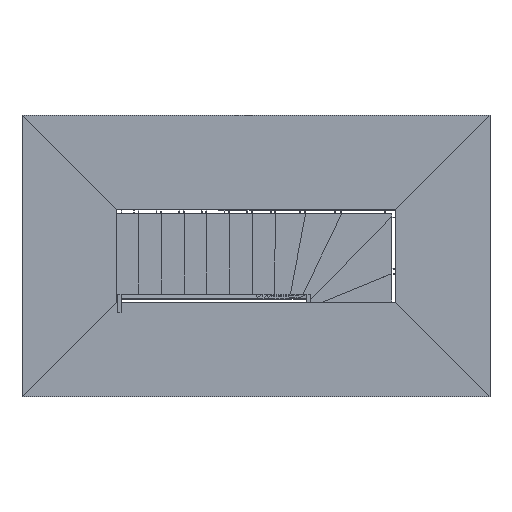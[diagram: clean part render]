
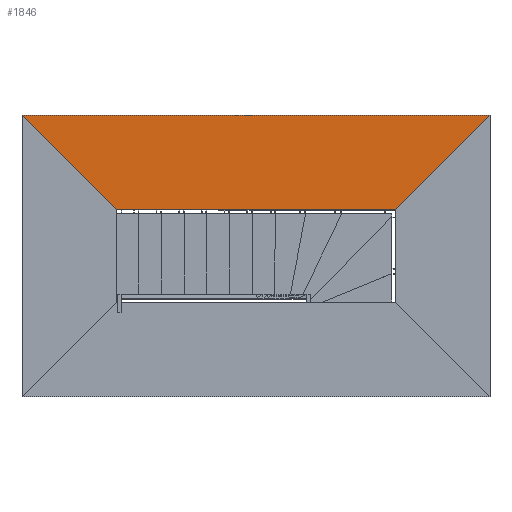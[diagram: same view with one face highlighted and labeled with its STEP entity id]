
A CAD part, top view. The second image highlights one B-rep face of the part: STEP entity #1846.
In plain terms, the highlighted planar face has unit normal (0, 0, 1).
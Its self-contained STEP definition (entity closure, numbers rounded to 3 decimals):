
#1846=ADVANCED_FACE('',(#4412),#4413,.T.);
#4412=FACE_OUTER_BOUND('',#8187,.T.);
#4413=PLANE('',#8188);
#8187=EDGE_LOOP('',(#11598,#11599,#11600,#11601));
#8188=AXIS2_PLACEMENT_3D('',#11602,#11603,#11604);
#11598=ORIENTED_EDGE('',*,*,#21351,.F.);
#11599=ORIENTED_EDGE('',*,*,#21352,.F.);
#11600=ORIENTED_EDGE('',*,*,#21353,.F.);
#11601=ORIENTED_EDGE('',*,*,#21354,.F.);
#11602=CARTESIAN_POINT('',(248.0,257.804,264.));
#11603=DIRECTION('',(0.0,0.0,1.0));
#11604=DIRECTION('',(1.0,0.0,0.0));
#21351=EDGE_CURVE('',#25216,#25217,#25218,.T.);
#21352=EDGE_CURVE('',#25219,#25216,#25220,.T.);
#21353=EDGE_CURVE('',#25221,#25219,#25222,.T.);
#21354=EDGE_CURVE('',#25217,#25221,#25223,.T.);
#25216=VERTEX_POINT('',#30823);
#25217=VERTEX_POINT('',#30824);
#25218=LINE('',#30825,#30826);
#25219=VERTEX_POINT('',#30827);
#25220=LINE('',#30828,#30829);
#25221=VERTEX_POINT('',#30830);
#25222=LINE('',#30831,#30832);
#25223=LINE('',#30833,#30834);
#30823=CARTESIAN_POINT('',(0.0,298.5,264.));
#30824=CARTESIAN_POINT('',(496.0,298.5,264.));
#30825=CARTESIAN_POINT('',(0.0,298.5,264.));
#30826=VECTOR('',#39036,1.0);
#30827=CARTESIAN_POINT('',(100.0,198.5,264.));
#30828=CARTESIAN_POINT('',(100.0,198.5,264.));
#30829=VECTOR('',#39037,1.0);
#30830=CARTESIAN_POINT('',(396.0,198.5,264.));
#30831=CARTESIAN_POINT('',(396.0,198.5,264.));
#30832=VECTOR('',#39038,1.0);
#30833=CARTESIAN_POINT('',(496.0,298.5,264.));
#30834=VECTOR('',#39039,1.0);
#39036=DIRECTION('',(1.0,0.0,0.0));
#39037=DIRECTION('',(-0.707,0.707,0.0));
#39038=DIRECTION('',(-1.0,0.0,0.0));
#39039=DIRECTION('',(-0.707,-0.707,0.0));
